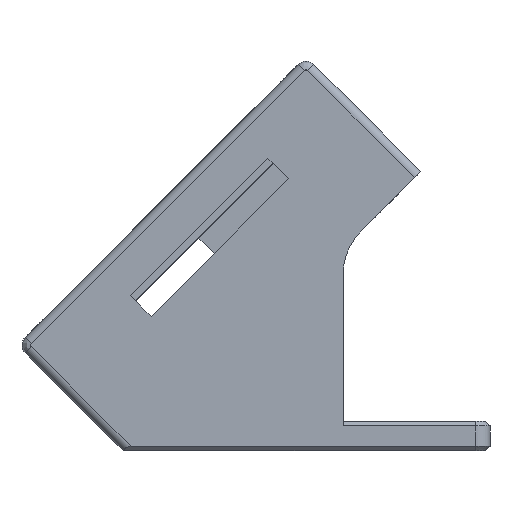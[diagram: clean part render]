
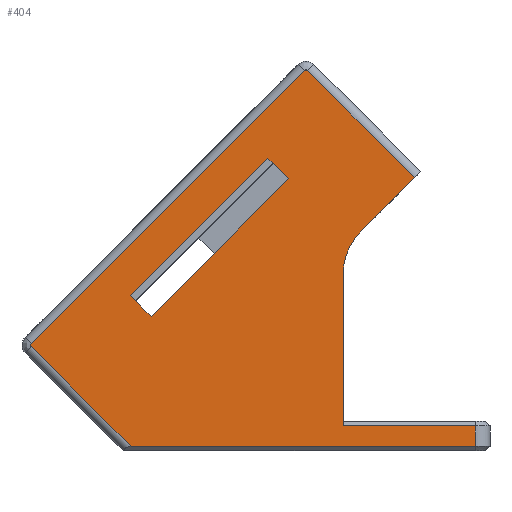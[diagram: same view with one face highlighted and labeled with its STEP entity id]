
A CAD part, left-side view. The second image highlights one B-rep face of the part: STEP entity #404.
In plain terms, the highlighted planar face has unit normal (-1, 0, 0).
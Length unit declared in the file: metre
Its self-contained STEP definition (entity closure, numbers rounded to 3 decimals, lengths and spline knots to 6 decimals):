
#404 = ADVANCED_FACE( '', ( #928, #929 ), #930, .F. );
#928 = FACE_OUTER_BOUND( '', #1617, .T. );
#929 = FACE_BOUND( '', #1618, .T. );
#930 = PLANE( '', #1619 );
#1617 = EDGE_LOOP( '', ( #2811, #2812, #2813, #2814, #2815, #2816, #2817, #2818, #2819, #2820, #2821 ) );
#1618 = EDGE_LOOP( '', ( #2822, #2823, #2824, #2825 ) );
#1619 = AXIS2_PLACEMENT_3D( '', #2826, #2827, #2828 );
#2811 = ORIENTED_EDGE( '', *, *, #4114, .T. );
#2812 = ORIENTED_EDGE( '', *, *, #4115, .T. );
#2813 = ORIENTED_EDGE( '', *, *, #3996, .T. );
#2814 = ORIENTED_EDGE( '', *, *, #4116, .T. );
#2815 = ORIENTED_EDGE( '', *, *, #4117, .T. );
#2816 = ORIENTED_EDGE( '', *, *, #4025, .T. );
#2817 = ORIENTED_EDGE( '', *, *, #4047, .F. );
#2818 = ORIENTED_EDGE( '', *, *, #3771, .F. );
#2819 = ORIENTED_EDGE( '', *, *, #4118, .T. );
#2820 = ORIENTED_EDGE( '', *, *, #4119, .T. );
#2821 = ORIENTED_EDGE( '', *, *, #4112, .T. );
#2822 = ORIENTED_EDGE( '', *, *, #4120, .F. );
#2823 = ORIENTED_EDGE( '', *, *, #3949, .T. );
#2824 = ORIENTED_EDGE( '', *, *, #4121, .T. );
#2825 = ORIENTED_EDGE( '', *, *, #3775, .F. );
#2826 = CARTESIAN_POINT( '', ( -0.0044, -0.02393, 0.013631 ) );
#2827 = DIRECTION( '', ( 1., 0., 0. ) );
#2828 = DIRECTION( '', ( 0., 1., 0. ) );
#3771 = EDGE_CURVE( '', #4458, #4460, #4461, .T. );
#3775 = EDGE_CURVE( '', #4466, #4467, #4468, .T. );
#3949 = EDGE_CURVE( '', #4756, #4761, #4763, .T. );
#3996 = EDGE_CURVE( '', #4830, #4831, #4832, .T. );
#4025 = EDGE_CURVE( '', #4880, #4878, #4881, .T. );
#4047 = EDGE_CURVE( '', #4460, #4878, #4910, .T. );
#4112 = EDGE_CURVE( '', #4994, #4998, #5000, .F. );
#4114 = EDGE_CURVE( '', #4998, #5002, #5003, .F. );
#4115 = EDGE_CURVE( '', #5002, #4830, #5004, .F. );
#4116 = EDGE_CURVE( '', #4831, #5005, #5006, .F. );
#4117 = EDGE_CURVE( '', #5005, #4880, #5007, .T. );
#4118 = EDGE_CURVE( '', #4458, #5008, #5009, .T. );
#4119 = EDGE_CURVE( '', #5008, #4994, #5010, .F. );
#4120 = EDGE_CURVE( '', #4756, #4466, #5011, .T. );
#4121 = EDGE_CURVE( '', #4761, #4467, #5012, .T. );
#4458 = VERTEX_POINT( '', #5413 );
#4460 = VERTEX_POINT( '', #5415 );
#4461 = LINE( '', #5416, #5417 );
#4466 = VERTEX_POINT( '', #5423 );
#4467 = VERTEX_POINT( '', #5424 );
#4468 = LINE( '', #5425, #5426 );
#4756 = VERTEX_POINT( '', #6086 );
#4761 = VERTEX_POINT( '', #6093 );
#4763 = LINE( '', #6096, #6097 );
#4830 = VERTEX_POINT( '', #6184 );
#4831 = VERTEX_POINT( '', #6185 );
#4832 = LINE( '', #6186, #6187 );
#4878 = VERTEX_POINT( '', #6252 );
#4880 = VERTEX_POINT( '', #6255 );
#4881 = LINE( '', #6256, #6257 );
#4910 = CIRCLE( '', #6293, 0.008406 );
#4994 = VERTEX_POINT( '', #6414 );
#4998 = VERTEX_POINT( '', #6419 );
#5000 = LINE( '', #6421, #6422 );
#5002 = VERTEX_POINT( '', #6424 );
#5003 = CIRCLE( '', #6425, 0.0003 );
#5004 = LINE( '', #6426, #6427 );
#5005 = VERTEX_POINT( '', #6428 );
#5006 = LINE( '', #6429, #6430 );
#5007 = LINE( '', #6431, #6432 );
#5008 = VERTEX_POINT( '', #6433 );
#5009 = LINE( '', #6434, #6435 );
#5010 = CIRCLE( '', #6436, 0.0003 );
#5011 = LINE( '', #6437, #6438 );
#5012 = LINE( '', #6439, #6440 );
#5413 = CARTESIAN_POINT( '', ( -0.0044, -0.04552, 0.024307 ) );
#5415 = CARTESIAN_POINT( '', ( -0.0044, -0.038258, 0.017044 ) );
#5416 = CARTESIAN_POINT( '', ( -0.0044, -0.042313, 0.0211 ) );
#5417 = VECTOR( '', #7069, 1. );
#5423 = CARTESIAN_POINT( '', ( -0.0044, -0.028383, 0.024141 ) );
#5424 = CARTESIAN_POINT( '', ( -0.0044, -0.025555, 0.026969 ) );
#5425 = CARTESIAN_POINT( '', ( -0.0044, -0.031412, 0.021112 ) );
#5426 = VECTOR( '', #7074, 1. );
#6086 = CARTESIAN_POINT( '', ( -0.0044, -0.009652, 0.005409 ) );
#6093 = CARTESIAN_POINT( '', ( -0.0044, -0.006824, 0.008238 ) );
#6096 = CARTESIAN_POINT( '', ( -0.0044, -0.012681, 0.002381 ) );
#6097 = VECTOR( '', #7267, 1. );
#6184 = CARTESIAN_POINT( '', ( -0.0044, -0.006925, -0.012299 ) );
#6185 = CARTESIAN_POINT( '', ( -0.0044, -0.053796, -0.012299 ) );
#6186 = CARTESIAN_POINT( '', ( -0.0044, -0.02393, -0.012299 ) );
#6187 = VECTOR( '', #7330, 1. );
#6252 = CARTESIAN_POINT( '', ( -0.0044, -0.035796, 0.011101 ) );
#6255 = CARTESIAN_POINT( '', ( -0.0044, -0.035796, -0.009499 ) );
#6256 = CARTESIAN_POINT( '', ( -0.0044, -0.035796, 0.001101 ) );
#6257 = VECTOR( '', #7366, 1. );
#6293 = AXIS2_PLACEMENT_3D( '', #7404, #7405, #7406 );
#6414 = CARTESIAN_POINT( '', ( -0.0044, -0.030529, 0.038873 ) );
#6419 = CARTESIAN_POINT( '', ( -0.0044, 0.006647, 0.001697 ) );
#6421 = CARTESIAN_POINT( '', ( -0.0044, -0.014609, 0.022953 ) );
#6422 = VECTOR( '', #7496, 1. );
#6424 = CARTESIAN_POINT( '', ( -0.0044, 0.006647, 0.001273 ) );
#6425 = AXIS2_PLACEMENT_3D( '', #7497, #7498, #7499 );
#6426 = CARTESIAN_POINT( '', ( -0.0044, -0.002463, -0.007837 ) );
#6427 = VECTOR( '', #7500, 1. );
#6428 = CARTESIAN_POINT( '', ( -0.0044, -0.053796, -0.009499 ) );
#6429 = CARTESIAN_POINT( '', ( -0.0044, -0.053796, 0.013631 ) );
#6430 = VECTOR( '', #7501, 1. );
#6431 = CARTESIAN_POINT( '', ( -0.0044, -0.02393, -0.009499 ) );
#6432 = VECTOR( '', #7502, 1. );
#6433 = CARTESIAN_POINT( '', ( -0.0044, -0.030954, 0.038873 ) );
#6434 = CARTESIAN_POINT( '', ( -0.0044, -0.030954, 0.038873 ) );
#6435 = VECTOR( '', #7503, 1. );
#6436 = AXIS2_PLACEMENT_3D( '', #7504, #7505, #7506 );
#6437 = CARTESIAN_POINT( '', ( -0.0044, -0.020902, 0.016659 ) );
#6438 = VECTOR( '', #7507, 1. );
#6439 = CARTESIAN_POINT( '', ( -0.0044, -0.018074, 0.019488 ) );
#6440 = VECTOR( '', #7508, 1. );
#7069 = DIRECTION( '', ( 0., 0.707, -0.707 ) );
#7074 = DIRECTION( '', ( 0., 0.707, 0.707 ) );
#7267 = DIRECTION( '', ( 0., 0.707, 0.707 ) );
#7330 = DIRECTION( '', ( 0., -1., 0. ) );
#7366 = DIRECTION( '', ( 0., 0., 1. ) );
#7404 = CARTESIAN_POINT( '', ( -0.0044, -0.044201, 0.011101 ) );
#7405 = DIRECTION( '', ( -1., 0., 0. ) );
#7406 = DIRECTION( '', ( 0., 0., 1. ) );
#7496 = DIRECTION( '', ( 0., -0.707, 0.707 ) );
#7497 = CARTESIAN_POINT( '', ( -0.0044, 0.006435, 0.001485 ) );
#7498 = DIRECTION( '', ( 1., 0., 0. ) );
#7499 = DIRECTION( '', ( 0., 0., -1. ) );
#7500 = DIRECTION( '', ( 0., 0.707, 0.707 ) );
#7501 = DIRECTION( '', ( 0., 0., -1. ) );
#7502 = DIRECTION( '', ( 0., 1., 0. ) );
#7503 = DIRECTION( '', ( 0., 0.707, 0.707 ) );
#7504 = CARTESIAN_POINT( '', ( -0.0044, -0.030741, 0.038661 ) );
#7505 = DIRECTION( '', ( 1., 0., 0. ) );
#7506 = DIRECTION( '', ( 0., 0., -1. ) );
#7507 = DIRECTION( '', ( 0., -0.707, 0.707 ) );
#7508 = DIRECTION( '', ( 0., -0.707, 0.707 ) );
